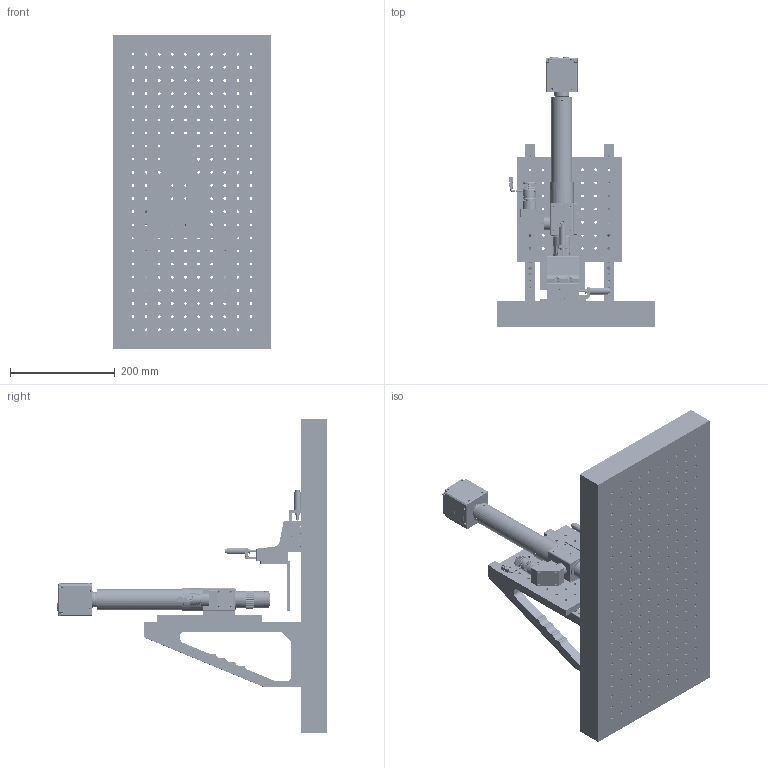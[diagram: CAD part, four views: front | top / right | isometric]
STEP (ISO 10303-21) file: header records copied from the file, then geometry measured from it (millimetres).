
FILE_DESCRIPTION (( 'STEP AP214' ), '1' );
FILE_NAME ('DIYºìÍâ2.0.STEP', '2025-03-19T09:28:18', ( '' ), ( '' ), 'SwSTEP 2.0', 'SolidWorks 2024', '' );
FILE_SCHEMA (( 'AUTOMOTIVE_DESIGN' ));
Length unit declared in the file: millimetre
Products named in the file (12): 载物台; 661000-w; DIY红外2.0; 面包板300×600; 红外相机; 红外管镜; 垂直支撑架; 近红外20×; 手动3轴; L板; 载玻片; 平板200×200
Assembly tree (12 placements, depth 2):
  DIY红外2.0
    垂直支撑架  x2
    平板200×200
    红外管镜
    手动3轴
    载物台
    661000-w
    红外相机
    面包板300×600
    载玻片
    L板
    近红外20×
Bounding box: 300 x 515.62 x 600 mm (x, y, z)
Volume: 10593157.7 mm3; surface area: 1123067.7 mm2
Topology: 82 solids, 82 shells, 5220 faces, 13666 edges, 8723 vertices
Faces by surface type: cylinder 2242, plane 1711, cone 648, bspline 514, torus 91, sphere 14
Entity records: 208097 total; most frequent: CARTESIAN_POINT 84466, ORIENTED_EDGE 26124, DIRECTION 24222, EDGE_CURVE 13062, AXIS2_PLACEMENT_3D 9129, VERTEX_POINT 8491, EDGE_LOOP 6225, VECTOR 5964
